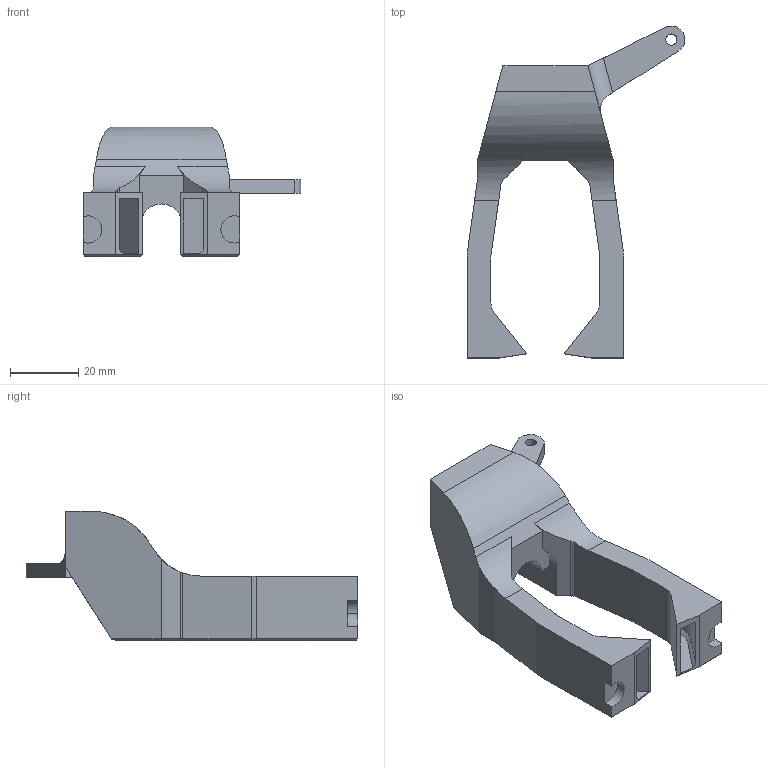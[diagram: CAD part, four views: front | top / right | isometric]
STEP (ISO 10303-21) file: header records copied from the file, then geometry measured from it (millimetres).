
FILE_DESCRIPTION (( 'STEP AP214' ), '1' );
FILE_NAME ('part cooling duct 3.STEP', '2025-02-06T23:55:11', ( '' ), ( '' ), 'SwSTEP 2.0', 'SolidWorks 2022', '' );
FILE_SCHEMA (( 'AUTOMOTIVE_DESIGN' ));
Length unit declared in the file: millimetre
Products named in the file (1): part cooling duct 3
Bounding box: 64 x 97.5 x 38 mm (x, y, z)
Volume: 16512.8 mm3; surface area: 22188.7 mm2
Topology: 1 solids, 1 shells, 189 faces, 517 edges, 328 vertices
Faces by surface type: plane 110, cylinder 59, cone 20
Entity records: 6017 total; most frequent: CARTESIAN_POINT 1254, ORIENTED_EDGE 1034, DIRECTION 945, EDGE_CURVE 517, VECTOR 359, LINE 359, VERTEX_POINT 328, AXIS2_PLACEMENT_3D 293
